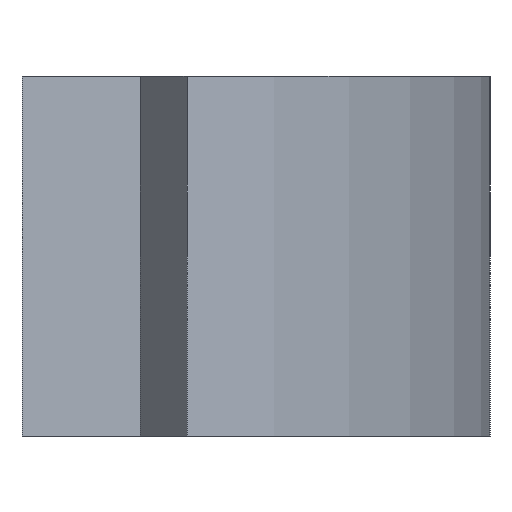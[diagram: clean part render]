
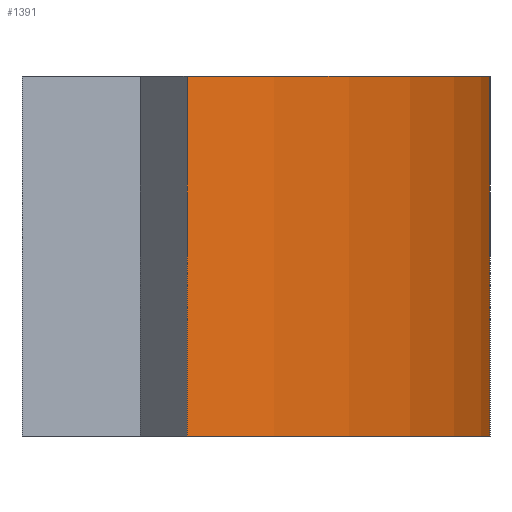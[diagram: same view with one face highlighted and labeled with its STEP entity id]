
A CAD part, left-side view. The second image highlights one B-rep face of the part: STEP entity #1391.
In plain terms, the highlighted cylindrical face has radius 23 mm (diameter 46 mm), a partial arc.
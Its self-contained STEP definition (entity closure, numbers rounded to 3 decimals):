
#20=CYLINDRICAL_SURFACE('',#1492,23.);
#45=CIRCLE('',#1449,23.);
#51=CIRCLE('',#1460,23.);
#111=FACE_OUTER_BOUND('',#201,.T.);
#201=EDGE_LOOP('',(#1229,#1230,#1231,#1232));
#381=LINE('',#2204,#561);
#383=LINE('',#2208,#563);
#561=VECTOR('',#1804,23.);
#563=VECTOR('',#1810,10.);
#664=VERTEX_POINT('',#2047);
#665=VERTEX_POINT('',#2049);
#684=VERTEX_POINT('',#2119);
#686=VERTEX_POINT('',#2122);
#792=EDGE_CURVE('',#665,#664,#45,.T.);
#839=EDGE_CURVE('',#686,#684,#51,.T.);
#881=EDGE_CURVE('',#684,#665,#381,.T.);
#883=EDGE_CURVE('',#664,#686,#383,.T.);
#1229=ORIENTED_EDGE('',*,*,#839,.T.);
#1230=ORIENTED_EDGE('',*,*,#881,.T.);
#1231=ORIENTED_EDGE('',*,*,#792,.T.);
#1232=ORIENTED_EDGE('',*,*,#883,.T.);
#1391=ADVANCED_FACE('',(#111),#20,.T.);
#1449=AXIS2_PLACEMENT_3D('',#2050,#1643,#1644);
#1460=AXIS2_PLACEMENT_3D('',#2123,#1706,#1707);
#1492=AXIS2_PLACEMENT_3D('',#2207,#1808,#1809);
#1643=DIRECTION('center_axis',(0.,0.,-1.));
#1644=DIRECTION('ref_axis',(-0.828,-0.561,0.));
#1706=DIRECTION('center_axis',(0.,0.,1.));
#1707=DIRECTION('ref_axis',(-0.828,-0.561,0.));
#1804=DIRECTION('',(0.,0.,1.));
#1808=DIRECTION('center_axis',(0.,0.,1.));
#1809=DIRECTION('ref_axis',(-0.828,-0.561,0.));
#1810=DIRECTION('',(0.,0.,-1.));
#2047=CARTESIAN_POINT('',(0.,-5.502,12.));
#2049=CARTESIAN_POINT('',(19.04,-15.6,12.));
#2050=CARTESIAN_POINT('Origin',(19.04,7.4,12.));
#2119=CARTESIAN_POINT('',(19.04,-15.6,0.));
#2122=CARTESIAN_POINT('',(0.,-5.502,0.));
#2123=CARTESIAN_POINT('Origin',(19.04,7.4,0.));
#2204=CARTESIAN_POINT('',(19.04,-15.6,0.));
#2207=CARTESIAN_POINT('Origin',(19.04,7.4,0.));
#2208=CARTESIAN_POINT('',(0.,-5.502,0.));
